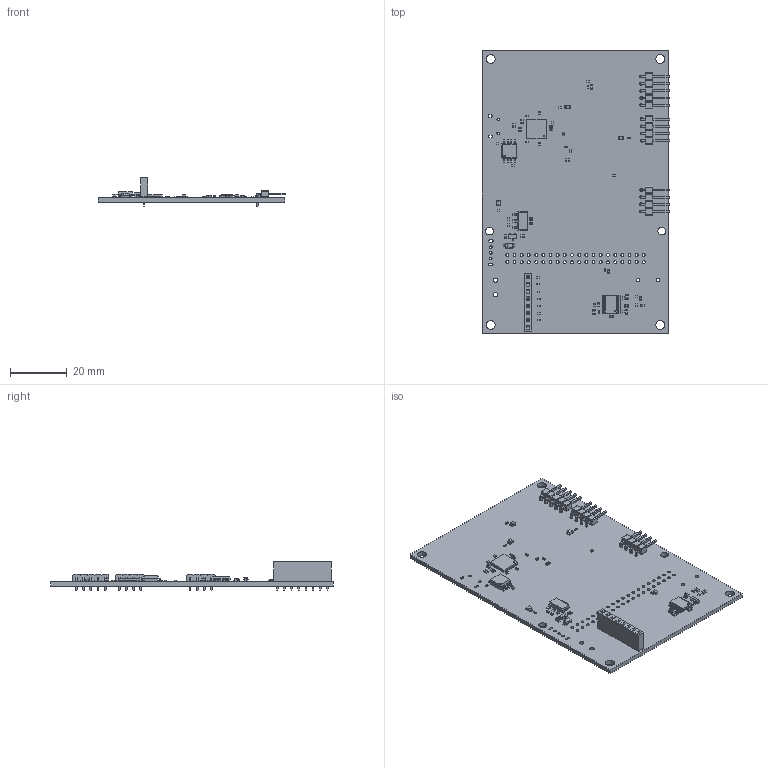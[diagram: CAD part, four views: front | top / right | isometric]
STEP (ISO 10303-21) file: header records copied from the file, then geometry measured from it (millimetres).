
FILE_DESCRIPTION(('KiCad electronic assembly'),'2;1');
FILE_NAME('recivier.step','2024-03-30T01:29:29',('Pcbnew'),('Kicad'), 'Open CASCADE STEP processor 7.7','KiCad to STEP converter','Unknown' );
FILE_SCHEMA(('AUTOMOTIVE_DESIGN { 1 0 10303 214 1 1 1 1 }'));
Length unit declared in the file: millimetre
Products named in the file (28): recivier 1; R_0402_1005Metric; QFN-56-1EP_7x7mm_P0.4mm_EP3.2x3.2mm; QFN_56_1EP_7x7mm_P04mm_EP32x32mm; C_0402_1005Metric; TSSOP-20_4.4x6.5mm_P0.65mm; TSSOP_20_44x65mm_P065mm; C_0603_1608Metric; PinHeader_1x04_P2.54mm_Horizontal; PinHeader_1x04_P254mm_Horizontal; D_SOD-123; D_SOD_123; PinHeader_1x05_P2.54mm_Horizontal; PinHeader_1x05_P254mm_Horizontal; SOT-23; SOT_23; LED_0805_2012Metric; SOIC-8_5.275x5.275mm_P1.27mm; SOIC_8_5275x5275mm_P127mm; PinSocket_1x08_P2.54mm_Vertical; PinSocket_1x08_P254mm_Vertical; SOT-223; SOT_223; recivier_PCB
Assembly tree (82 placements, depth 3):
  recivier 1
    R_0402_1005Metric  x20
      R_0402_1005Metric
    QFN-56-1EP_7x7mm_P0.4mm_EP3.2x3.2mm
      QFN_56_1EP_7x7mm_P04mm_EP32x32mm
    C_0402_1005Metric  x24
      C_0402_1005Metric
    TSSOP-20_4.4x6.5mm_P0.65mm
      TSSOP_20_44x65mm_P065mm
    C_0603_1608Metric  x11
      C_0603_1608Metric
    PinHeader_1x04_P2.54mm_Horizontal  x2
      PinHeader_1x04_P254mm_Horizontal
    D_SOD-123
      D_SOD_123
    PinHeader_1x05_P2.54mm_Horizontal
      PinHeader_1x05_P254mm_Horizontal
    SOT-23
      SOT_23
    LED_0805_2012Metric  x3
      LED_0805_2012Metric
    SOIC-8_5.275x5.275mm_P1.27mm
      SOIC_8_5275x5275mm_P127mm
    PinSocket_1x08_P2.54mm_Vertical
      PinSocket_1x08_P254mm_Vertical
    SOT-223
      SOT_223
    recivier_PCB
Bounding box: 66.42 x 100 x 10.1 mm (x, y, z)
Volume: 11200.1 mm3; surface area: 16026.3 mm2
Topology: 69 solids, 69 shells, 3438 faces, 9010 edges, 5838 vertices
Faces by surface type: plane 2439, cylinder 854, bspline 145
Full cylindrical faces by diameter (mm): 0.4 x1, 0.5 x1, 0.6 x1, 0.914 x3, 1 x61, 1.2 x2, 1.52 x2, 2.8 x2, 3.2 x4
Entity records: 65626 total; most frequent: CARTESIAN_POINT 10346, ORIENTED_EDGE 9604, DIRECTION 8722, EDGE_CURVE 4802, LINE 4086, VECTOR 4086, VERTEX_POINT 3074, AXIS2_PLACEMENT_3D 2318
